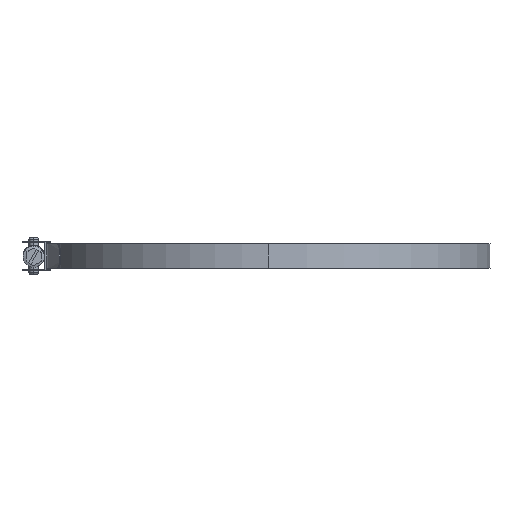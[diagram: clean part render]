
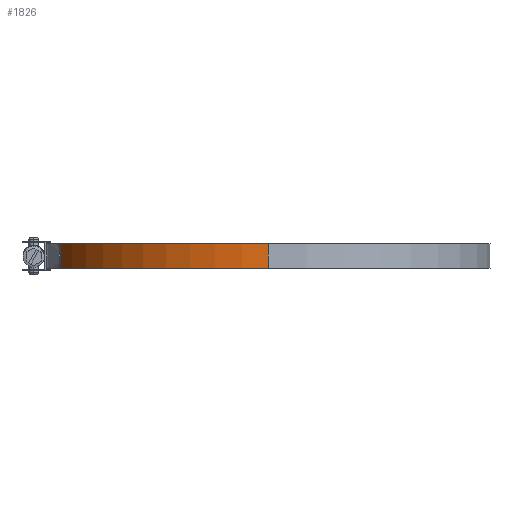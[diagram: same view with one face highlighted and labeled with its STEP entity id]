
A CAD part, left-side view. The second image highlights one B-rep face of the part: STEP entity #1826.
In plain terms, the highlighted cylindrical face has radius 115.03 mm (diameter 230.06 mm), a partial arc.
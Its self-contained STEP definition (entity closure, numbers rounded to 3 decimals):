
#194 = DIRECTION ( 'NONE',  ( 0., 0., -1. ) ) ;
#563 = CARTESIAN_POINT ( 'NONE',  ( 0., 115.03, -6.35 ) ) ;
#955 = DIRECTION ( 'NONE',  ( 1., 0., 0. ) ) ;
#1603 = CARTESIAN_POINT ( 'NONE',  ( -115.03, 0., 6.35 ) ) ;
#1726 = VERTEX_POINT ( 'NONE', #563 ) ;
#1826 = ADVANCED_FACE ( 'NONE', ( #6210 ), #11368, .T. ) ;
#1990 = CIRCLE ( 'NONE', #13122, 115.03 ) ;
#1991 = DIRECTION ( 'NONE',  ( 0., 0., 1. ) ) ;
#2004 = DIRECTION ( 'NONE',  ( 0., 0., -1. ) ) ;
#2183 = ORIENTED_EDGE ( 'NONE', *, *, #4656, .T. ) ;
#2254 = CARTESIAN_POINT ( 'NONE',  ( 0., 115.03, 6.35 ) ) ;
#3561 = VERTEX_POINT ( 'NONE', #7670 ) ;
#3876 = LINE ( 'NONE', #3949, #4748 ) ;
#3933 = VERTEX_POINT ( 'NONE', #1603 ) ;
#3949 = CARTESIAN_POINT ( 'NONE',  ( -115.03, 0., 6.35 ) ) ;
#4208 = EDGE_LOOP ( 'NONE', ( #10498, #9051, #10359, #2183 ) ) ;
#4656 = EDGE_CURVE ( 'NONE', #1726, #3561, #12165, .T. ) ;
#4748 = VECTOR ( 'NONE', #11806, 1000. ) ;
#5570 = AXIS2_PLACEMENT_3D ( 'NONE', #11743, #2004, #12384 ) ;
#6210 = FACE_OUTER_BOUND ( 'NONE', #4208, .T. ) ;
#6676 = LINE ( 'NONE', #2254, #10652 ) ;
#7428 = DIRECTION ( 'NONE',  ( 1., 0., 0. ) ) ;
#7670 = CARTESIAN_POINT ( 'NONE',  ( -115.03, 0., -6.35 ) ) ;
#8328 = DIRECTION ( 'NONE',  ( 0., 0., 1. ) ) ;
#8489 = CARTESIAN_POINT ( 'NONE',  ( 0., 115.03, 6.35 ) ) ;
#8971 = EDGE_CURVE ( 'NONE', #9336, #1726, #6676, .T. ) ;
#9051 = ORIENTED_EDGE ( 'NONE', *, *, #13155, .F. ) ;
#9318 = AXIS2_PLACEMENT_3D ( 'NONE', #12505, #1991, #955 ) ;
#9336 = VERTEX_POINT ( 'NONE', #8489 ) ;
#10359 = ORIENTED_EDGE ( 'NONE', *, *, #8971, .T. ) ;
#10498 = ORIENTED_EDGE ( 'NONE', *, *, #10946, .F. ) ;
#10652 = VECTOR ( 'NONE', #194, 1000. ) ;
#10946 = EDGE_CURVE ( 'NONE', #3933, #3561, #3876, .T. ) ;
#11368 = CYLINDRICAL_SURFACE ( 'NONE', #5570, 115.03 ) ;
#11491 = CARTESIAN_POINT ( 'NONE',  ( 0., 0., 6.35 ) ) ;
#11743 = CARTESIAN_POINT ( 'NONE',  ( 0., 0., 6.35 ) ) ;
#11806 = DIRECTION ( 'NONE',  ( 0., 0., -1. ) ) ;
#12165 = CIRCLE ( 'NONE', #9318, 115.03 ) ;
#12384 = DIRECTION ( 'NONE',  ( -1., 0., 0. ) ) ;
#12505 = CARTESIAN_POINT ( 'NONE',  ( 0., 0., -6.35 ) ) ;
#13122 = AXIS2_PLACEMENT_3D ( 'NONE', #11491, #8328, #7428 ) ;
#13155 = EDGE_CURVE ( 'NONE', #9336, #3933, #1990, .T. ) ;
